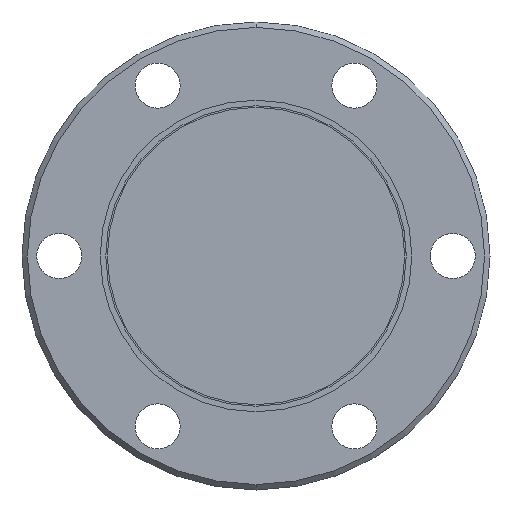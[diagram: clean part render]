
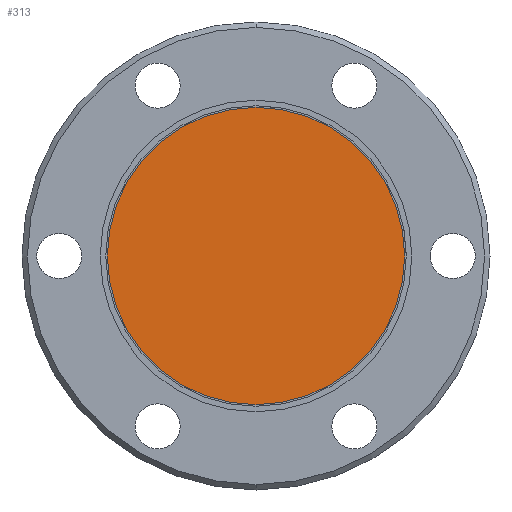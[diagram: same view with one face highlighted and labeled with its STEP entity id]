
A CAD part, front view. The second image highlights one B-rep face of the part: STEP entity #313.
In plain terms, the highlighted planar face has unit normal (0, -1, 0).
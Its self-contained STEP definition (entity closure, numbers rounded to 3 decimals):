
#207 = EDGE_CURVE ( 'NONE', #1916, #781, #1584, .T. ) ;
#302 = ORIENTED_EDGE ( 'NONE', *, *, #207, .F. ) ;
#313 = ADVANCED_FACE ( 'NONE', ( #1794 ), #2016, .T. ) ;
#393 = AXIS2_PLACEMENT_3D ( 'NONE', #1913, #2024, #2032 ) ;
#403 = EDGE_CURVE ( 'NONE', #781, #1916, #1161, .T. ) ;
#781 = VERTEX_POINT ( 'NONE', #1196 ) ;
#912 = AXIS2_PLACEMENT_3D ( 'NONE', #1554, #1561, #1570 ) ;
#937 = DIRECTION ( 'NONE',  ( 0., 0., 1. ) ) ;
#949 = DIRECTION ( 'NONE',  ( 0., 1., 0. ) ) ;
#950 = CARTESIAN_POINT ( 'NONE',  ( 0., 0.61, 0. ) ) ;
#1161 = CIRCLE ( 'NONE', #1472, 22.187 ) ;
#1196 = CARTESIAN_POINT ( 'NONE',  ( 0., 0.61, 22.187 ) ) ;
#1472 = AXIS2_PLACEMENT_3D ( 'NONE', #950, #949, #937 ) ;
#1554 = CARTESIAN_POINT ( 'NONE',  ( 0., 0.61, 0. ) ) ;
#1561 = DIRECTION ( 'NONE',  ( 0., 1., 0. ) ) ;
#1570 = DIRECTION ( 'NONE',  ( 0., 0., 1. ) ) ;
#1584 = CIRCLE ( 'NONE', #912, 22.187 ) ;
#1611 = CARTESIAN_POINT ( 'NONE',  ( 0., 0.61, -22.187 ) ) ;
#1794 = FACE_OUTER_BOUND ( 'NONE', #1981, .T. ) ;
#1864 = ORIENTED_EDGE ( 'NONE', *, *, #403, .F. ) ;
#1913 = CARTESIAN_POINT ( 'NONE',  ( 0., 0.61, 0. ) ) ;
#1916 = VERTEX_POINT ( 'NONE', #1611 ) ;
#1981 = EDGE_LOOP ( 'NONE', ( #1864, #302 ) ) ;
#2016 = PLANE ( 'NONE',  #393 ) ;
#2024 = DIRECTION ( 'NONE',  ( 0., -1., 0. ) ) ;
#2032 = DIRECTION ( 'NONE',  ( 0., 0., -1. ) ) ;
